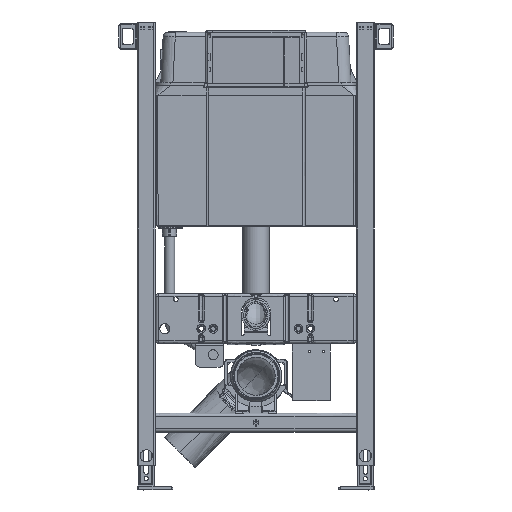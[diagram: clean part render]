
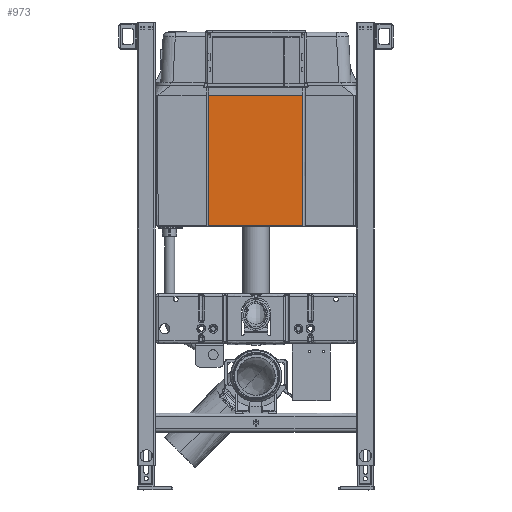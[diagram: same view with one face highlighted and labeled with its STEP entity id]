
A CAD part, front view. The second image highlights one B-rep face of the part: STEP entity #973.
In plain terms, the highlighted planar face has unit normal (0, -1, 0.002).
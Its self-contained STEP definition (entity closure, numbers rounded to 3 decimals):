
#973=ADVANCED_FACE('',(#7962),#109733,.T.);
#7962=FACE_OUTER_BOUND('',#14988,.T.);
#14988=EDGE_LOOP('',(#24336,#24337,#24338,#24339));
#24336=ORIENTED_EDGE('',*,*,#59608,.F.);
#24337=ORIENTED_EDGE('',*,*,#59609,.F.);
#24338=ORIENTED_EDGE('',*,*,#59610,.F.);
#24339=ORIENTED_EDGE('',*,*,#59606,.F.);
#59606=EDGE_CURVE('',#95698,#95604,#83882,.T.);
#59608=EDGE_CURVE('',#95684,#95698,#83884,.T.);
#59609=EDGE_CURVE('',#95605,#95684,#83885,.T.);
#59610=EDGE_CURVE('',#95604,#95605,#83886,.T.);
#83882=B_SPLINE_CURVE_WITH_KNOTS('',1,(#141805,#141806),.UNSPECIFIED.,.F.,
 .F.,(2,2),(0.,198.287),.UNSPECIFIED.);
#83884=B_SPLINE_CURVE_WITH_KNOTS('',3,(#141813,#141814,#141815,#141816,
#141817,#141818),.UNSPECIFIED.,.F.,.F.,(4,1,1,4),(-1.,-0.667,
-0.333,0.),.UNSPECIFIED.);
#83885=B_SPLINE_CURVE_WITH_KNOTS('',1,(#141819,#141820),.UNSPECIFIED.,.F.,
 .F.,(2,2),(-198.2,0.),.UNSPECIFIED.);
#83886=B_SPLINE_CURVE_WITH_KNOTS('',3,(#141821,#141822,#141823,#141824,
#141825,#141826),.UNSPECIFIED.,.F.,.F.,(4,1,1,4),(-1.,-0.667,
-0.333,0.),.UNSPECIFIED.);
#95604=VERTEX_POINT('',#140510);
#95605=VERTEX_POINT('',#140511);
#95684=VERTEX_POINT('',#140590);
#95698=VERTEX_POINT('',#140604);
#109733=PLANE('',#113537);
#113537=AXIS2_PLACEMENT_3D('',#140482,#117187,$);
#117187=DIRECTION('',(0.,-1.,0.002));
#140482=CARTESIAN_POINT('',(-119.098,-13.012,861.023));
#140510=CARTESIAN_POINT('',(99.137,-13.062,833.41));
#140511=CARTESIAN_POINT('',(99.094,-13.561,558.486));
#140590=CARTESIAN_POINT('',(-99.106,-13.561,558.486));
#140604=CARTESIAN_POINT('',(-99.15,-13.062,833.41));
#141805=CARTESIAN_POINT('',(-99.15,-13.062,833.41));
#141806=CARTESIAN_POINT('',(99.137,-13.062,833.41));
#141813=CARTESIAN_POINT('',(-99.106,-13.561,558.486));
#141814=CARTESIAN_POINT('',(-99.106,-13.505,589.28));
#141815=CARTESIAN_POINT('',(-99.11,-13.393,650.702));
#141816=CARTESIAN_POINT('',(-99.124,-13.227,742.344));
#141817=CARTESIAN_POINT('',(-99.14,-13.117,803.109));
#141818=CARTESIAN_POINT('',(-99.15,-13.062,833.41));
#141819=CARTESIAN_POINT('',(99.094,-13.561,558.486));
#141820=CARTESIAN_POINT('',(-99.106,-13.561,558.486));
#141821=CARTESIAN_POINT('',(99.137,-13.062,833.41));
#141822=CARTESIAN_POINT('',(99.127,-13.117,803.109));
#141823=CARTESIAN_POINT('',(99.111,-13.227,742.344));
#141824=CARTESIAN_POINT('',(99.097,-13.393,650.702));
#141825=CARTESIAN_POINT('',(99.094,-13.505,589.28));
#141826=CARTESIAN_POINT('',(99.094,-13.561,558.486));
